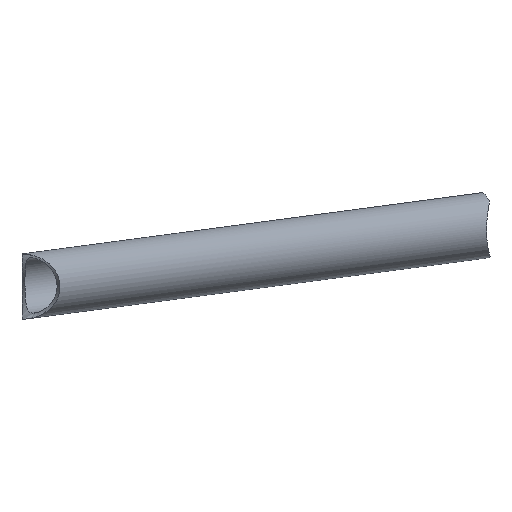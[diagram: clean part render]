
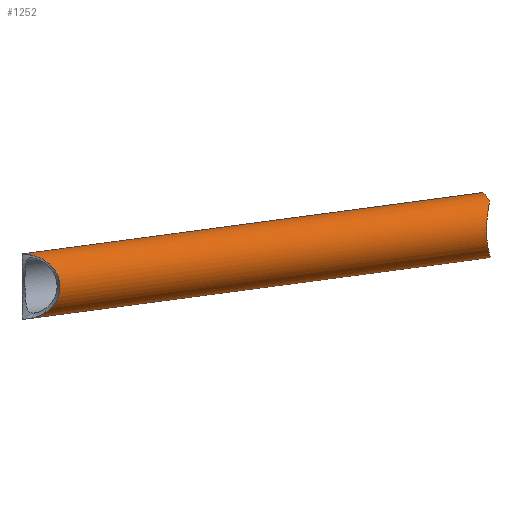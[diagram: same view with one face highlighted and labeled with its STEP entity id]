
A CAD part, left-side view. The second image highlights one B-rep face of the part: STEP entity #1252.
In plain terms, the highlighted cylindrical face has radius 10 mm (diameter 20 mm), a partial arc.
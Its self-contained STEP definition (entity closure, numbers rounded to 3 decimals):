
#64=CARTESIAN_POINT('Vertex',(-680.625,-142.689,-50.674)) ;
#68=CARTESIAN_POINT('Control Point',(-680.625,-142.689,-50.674)) ;
#69=CARTESIAN_POINT('Control Point',(-681.582,-142.633,-51.059)) ;
#70=CARTESIAN_POINT('Control Point',(-682.525,-142.567,-51.478)) ;
#71=CARTESIAN_POINT('Control Point',(-683.45,-142.493,-51.933)) ;
#72=CARTESIAN_POINT('Control Point',(-684.862,-142.367,-52.708)) ;
#73=CARTESIAN_POINT('Control Point',(-686.195,-142.234,-53.609)) ;
#74=CARTESIAN_POINT('Control Point',(-686.662,-142.186,-53.951)) ;
#75=CARTESIAN_POINT('Control Point',(-687.587,-142.086,-54.694)) ;
#76=CARTESIAN_POINT('Control Point',(-688.422,-141.99,-55.537)) ;
#77=CARTESIAN_POINT('Control Point',(-688.819,-141.943,-55.999)) ;
#78=CARTESIAN_POINT('Control Point',(-689.418,-141.869,-56.837)) ;
#79=CARTESIAN_POINT('Control Point',(-689.834,-141.814,-57.775)) ;
#80=CARTESIAN_POINT('Control Point',(-689.966,-141.795,-58.174)) ;
#81=CARTESIAN_POINT('Control Point',(-690.133,-141.769,-58.987)) ;
#82=CARTESIAN_POINT('Control Point',(-690.095,-141.766,-59.815)) ;
#83=CARTESIAN_POINT('Control Point',(-690.023,-141.771,-60.218)) ;
#84=CARTESIAN_POINT('Control Point',(-689.789,-141.791,-60.968)) ;
#85=CARTESIAN_POINT('Control Point',(-689.406,-141.829,-61.652)) ;
#86=CARTESIAN_POINT('Control Point',(-689.193,-141.85,-61.963)) ;
#87=CARTESIAN_POINT('Control Point',(-688.478,-141.923,-62.856)) ;
#88=CARTESIAN_POINT('Control Point',(-687.599,-142.012,-63.598)) ;
#89=CARTESIAN_POINT('Control Point',(-686.968,-142.076,-64.04)) ;
#90=CARTESIAN_POINT('Control Point',(-685.664,-142.203,-64.826)) ;
#91=CARTESIAN_POINT('Control Point',(-684.281,-142.329,-65.462)) ;
#92=CARTESIAN_POINT('Control Point',(-683.583,-142.39,-65.748)) ;
#93=CARTESIAN_POINT('Control Point',(-681.01,-142.602,-66.688)) ;
#94=CARTESIAN_POINT('Control Point',(-678.331,-142.768,-67.319)) ;
#95=CARTESIAN_POINT('Control Point',(-676.372,-142.846,-67.662)) ;
#96=CARTESIAN_POINT('Control Point',(-674.391,-142.868,-67.9)) ;
#97=CARTESIAN_POINT('Control Point',(-672.407,-142.777,-68.007)) ;
#98=CARTESIAN_POINT('Vertex',(-672.407,-142.777,-68.007)) ;
#173=CARTESIAN_POINT('Vertex',(-672.344,-140.512,-48.236)) ;
#177=CARTESIAN_POINT('Control Point',(-680.625,-142.689,-50.674)) ;
#178=CARTESIAN_POINT('Control Point',(-679.265,-142.047,-49.677)) ;
#179=CARTESIAN_POINT('Control Point',(-677.589,-141.564,-49.02)) ;
#180=CARTESIAN_POINT('Control Point',(-675.881,-141.175,-48.589)) ;
#181=CARTESIAN_POINT('Control Point',(-674.117,-140.835,-48.327)) ;
#182=CARTESIAN_POINT('Control Point',(-672.344,-140.512,-48.236)) ;
#929=CARTESIAN_POINT('Control Point',(-672.156,-140.621,-68.265)) ;
#930=CARTESIAN_POINT('Control Point',(-672.296,-141.339,-68.249)) ;
#931=CARTESIAN_POINT('Control Point',(-672.374,-142.064,-68.158)) ;
#932=CARTESIAN_POINT('Control Point',(-672.407,-142.777,-68.007)) ;
#933=CARTESIAN_POINT('Vertex',(-672.156,-140.621,-68.265)) ;
#1147=CARTESIAN_POINT('Vertex',(-914.394,-0.001,-66.862)) ;
#1150=CARTESIAN_POINT('Line Origine',(-785.772,-74.667,-56.964)) ;
#1155=CARTESIAN_POINT('Line Origine',(-784.624,-75.333,-76.92)) ;
#1159=CARTESIAN_POINT('Vertex',(-913.631,-0.444,-86.847)) ;
#1188=CARTESIAN_POINT('Axis2P3D Location',(-785.198,-75.,-66.942)) ;
#1194=CARTESIAN_POINT('Control Point',(-915.132,-3.24,-67.313)) ;
#1195=CARTESIAN_POINT('Control Point',(-915.14,-2.836,-67.212)) ;
#1196=CARTESIAN_POINT('Control Point',(-915.147,-2.426,-67.126)) ;
#1197=CARTESIAN_POINT('Control Point',(-915.152,-2.012,-67.056)) ;
#1198=CARTESIAN_POINT('Control Point',(-915.158,-1.355,-66.971)) ;
#1199=CARTESIAN_POINT('Control Point',(-915.161,-0.69,-66.928)) ;
#1200=CARTESIAN_POINT('Control Point',(-915.163,-0.486,-66.919)) ;
#1201=CARTESIAN_POINT('Control Point',(-915.163,-0.243,-66.913)) ;
#1202=CARTESIAN_POINT('Control Point',(-915.163,0.,-66.913)) ;
#1203=CARTESIAN_POINT('Vertex',(-915.132,-3.24,-67.313)) ;
#1205=CARTESIAN_POINT('Vertex',(-915.163,0.,-66.913)) ;
#1209=CARTESIAN_POINT('Control Point',(-913.631,-0.444,-86.847)) ;
#1210=CARTESIAN_POINT('Control Point',(-913.631,-0.698,-86.839)) ;
#1211=CARTESIAN_POINT('Control Point',(-913.633,-0.953,-86.824)) ;
#1212=CARTESIAN_POINT('Control Point',(-913.633,-1.208,-86.804)) ;
#1213=CARTESIAN_POINT('Control Point',(-913.637,-1.717,-86.75)) ;
#1214=CARTESIAN_POINT('Control Point',(-913.643,-2.225,-86.672)) ;
#1215=CARTESIAN_POINT('Control Point',(-913.647,-2.478,-86.626)) ;
#1216=CARTESIAN_POINT('Control Point',(-913.665,-3.651,-86.386)) ;
#1217=CARTESIAN_POINT('Control Point',(-913.694,-4.801,-86.01)) ;
#1218=CARTESIAN_POINT('Control Point',(-913.723,-5.678,-85.63)) ;
#1219=CARTESIAN_POINT('Control Point',(-913.795,-7.36,-84.694)) ;
#1220=CARTESIAN_POINT('Control Point',(-913.893,-8.82,-83.419)) ;
#1221=CARTESIAN_POINT('Control Point',(-913.949,-9.481,-82.695)) ;
#1222=CARTESIAN_POINT('Control Point',(-914.072,-10.613,-81.1)) ;
#1223=CARTESIAN_POINT('Control Point',(-914.213,-11.303,-79.265)) ;
#1224=CARTESIAN_POINT('Control Point',(-914.286,-11.519,-78.308)) ;
#1225=CARTESIAN_POINT('Control Point',(-914.443,-11.681,-76.27)) ;
#1226=CARTESIAN_POINT('Control Point',(-914.597,-11.252,-74.278)) ;
#1227=CARTESIAN_POINT('Control Point',(-914.673,-10.873,-73.285)) ;
#1228=CARTESIAN_POINT('Control Point',(-914.854,-9.57,-70.934)) ;
#1229=CARTESIAN_POINT('Control Point',(-914.992,-7.577,-69.14)) ;
#1230=CARTESIAN_POINT('Control Point',(-915.057,-6.201,-68.297)) ;
#1231=CARTESIAN_POINT('Control Point',(-915.103,-4.738,-67.691)) ;
#1232=CARTESIAN_POINT('Control Point',(-915.132,-3.24,-67.313)) ;
#1235=CARTESIAN_POINT('Control Point',(-914.394,-0.001,-66.862)) ;
#1236=CARTESIAN_POINT('Control Point',(-914.553,-0.002,-66.871)) ;
#1237=CARTESIAN_POINT('Control Point',(-914.713,-0.002,-66.881)) ;
#1238=CARTESIAN_POINT('Control Point',(-914.845,0.,-66.89)) ;
#1239=CARTESIAN_POINT('Control Point',(-915.004,0.,-66.901)) ;
#1240=CARTESIAN_POINT('Control Point',(-915.163,0.,-66.913)) ;
#1151=DIRECTION('Vector Direction',(0.863,-0.501,0.066)) ;
#1156=DIRECTION('Vector Direction',(0.863,-0.501,0.066)) ;
#1189=DIRECTION('Axis2P3D Direction',(0.863,-0.501,0.066)) ;
#1190=DIRECTION('Axis2P3D XDirection',(-0.057,0.033,0.998)) ;
#1191=AXIS2_PLACEMENT_3D('Cylinder Axis2P3D',#1188,#1189,#1190) ;
#1243=ORIENTED_EDGE('',*,*,#1207,.F.) ;
#1244=ORIENTED_EDGE('',*,*,#1233,.F.) ;
#1245=ORIENTED_EDGE('',*,*,#1161,.T.) ;
#1246=ORIENTED_EDGE('',*,*,#935,.T.) ;
#1247=ORIENTED_EDGE('',*,*,#100,.F.) ;
#1248=ORIENTED_EDGE('',*,*,#183,.T.) ;
#1249=ORIENTED_EDGE('',*,*,#1154,.F.) ;
#1250=ORIENTED_EDGE('',*,*,#1241,.T.) ;
#1152=VECTOR('Line Direction',#1151,1.) ;
#1157=VECTOR('Line Direction',#1156,1.) ;
#1252=ADVANCED_FACE('Corps principal',(#1251),#1192,.T.) ;
#67=B_SPLINE_CURVE_WITH_KNOTS('',5,(#68,#69,#70,#71,#72,#73,#74,#75,#76,#77,#78,#79,#80,#81,#82,#83,#84,#85,#86,#87,#88,#89,#90,#91,#92,#93,#94,#95,#96,#97),.UNSPECIFIED.,.F.,.U.,(6,3,3,3,3,3,3,3,3,6),(16.515,23.818,27.925,32.221,35.168,38.041,40.692,46.13,51.48,65.548),.UNSPECIFIED.) ;
#176=B_SPLINE_CURVE_WITH_KNOTS('',5,(#177,#178,#179,#180,#181,#182),.UNSPECIFIED.,.F.,.U.,(6,6),(30.196,42.957),.UNSPECIFIED.) ;
#928=B_SPLINE_CURVE_WITH_KNOTS('',3,(#929,#930,#931,#932),.UNSPECIFIED.,.F.,.U.,(4,4),(0.,3.192),.UNSPECIFIED.) ;
#1193=B_SPLINE_CURVE_WITH_KNOTS('',5,(#1194,#1195,#1196,#1197,#1198,#1199,#1200,#1201,#1202),.UNSPECIFIED.,.F.,.U.,(6,3,6),(0.,3.073,4.828),.UNSPECIFIED.) ;
#1208=B_SPLINE_CURVE_WITH_KNOTS('',5,(#1209,#1210,#1211,#1212,#1213,#1214,#1215,#1216,#1217,#1218,#1219,#1220,#1221,#1222,#1223,#1224,#1225,#1226,#1227,#1228,#1229,#1230,#1231,#1232),.UNSPECIFIED.,.F.,.U.,(6,3,3,3,3,3,3,6),(0.,1.833,3.666,10.352,17.094,23.789,31.1,42.503),.UNSPECIFIED.) ;
#1234=B_SPLINE_CURVE_WITH_KNOTS('',5,(#1235,#1236,#1237,#1238,#1239,#1240),.UNSPECIFIED.,.F.,.U.,(6,6),(0.,1.138),.UNSPECIFIED.) ;
#1192=CYLINDRICAL_SURFACE('generated cylinder',#1191,10.) ;
#100=EDGE_CURVE('',#65,#99,#67,.T.) ;
#183=EDGE_CURVE('',#65,#174,#176,.T.) ;
#935=EDGE_CURVE('',#934,#99,#928,.T.) ;
#1154=EDGE_CURVE('',#1148,#174,#1153,.T.) ;
#1161=EDGE_CURVE('',#1160,#934,#1158,.T.) ;
#1207=EDGE_CURVE('',#1204,#1206,#1193,.T.) ;
#1233=EDGE_CURVE('',#1160,#1204,#1208,.T.) ;
#1241=EDGE_CURVE('',#1148,#1206,#1234,.T.) ;
#1242=EDGE_LOOP('',(#1243,#1244,#1245,#1246,#1247,#1248,#1249,#1250)) ;
#1251=FACE_OUTER_BOUND('',#1242,.T.) ;
#1153=LINE('Line',#1150,#1152) ;
#1158=LINE('Line',#1155,#1157) ;
#65=VERTEX_POINT('',#64) ;
#99=VERTEX_POINT('',#98) ;
#174=VERTEX_POINT('',#173) ;
#934=VERTEX_POINT('',#933) ;
#1148=VERTEX_POINT('',#1147) ;
#1160=VERTEX_POINT('',#1159) ;
#1204=VERTEX_POINT('',#1203) ;
#1206=VERTEX_POINT('',#1205) ;
